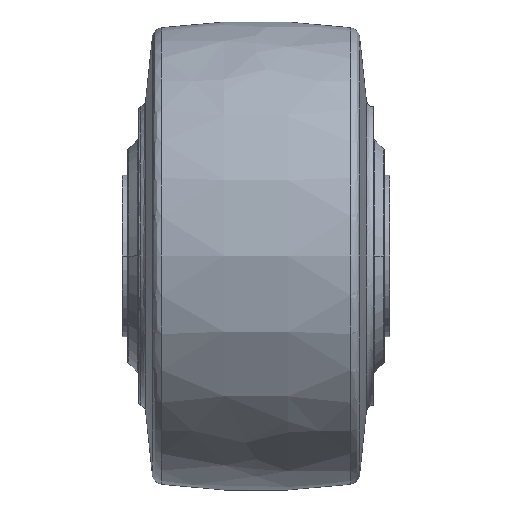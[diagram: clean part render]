
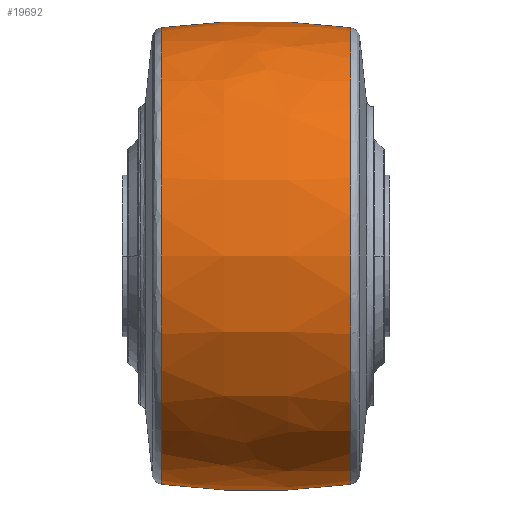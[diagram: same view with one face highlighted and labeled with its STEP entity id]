
A CAD part, front view. The second image highlights one B-rep face of the part: STEP entity #19692.
In plain terms, the highlighted free-form (B-spline) face has degree [3, 3] with [4, 4] control points.
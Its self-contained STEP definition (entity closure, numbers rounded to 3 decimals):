
#566 = CARTESIAN_POINT ( 'NONE',  ( -6.865, 0., -51.263 ) ) ;
#672 = VERTEX_POINT ( 'NONE', #11848 ) ;
#900 = AXIS2_PLACEMENT_3D ( 'NONE', #17377, #8090, #18932 ) ;
#2155 = CARTESIAN_POINT ( 'NONE',  ( -6.865, -102.526, 51.263 ) ) ;
#3490 = DIRECTION ( 'NONE',  ( 0., -1., 0. ) ) ;
#3536 = CIRCLE ( 'NONE', #900, 49.419 ) ;
#3656 = CARTESIAN_POINT ( 'NONE',  ( -20.471, 0., -49.419 ) ) ;
#3713 = CARTESIAN_POINT ( 'NONE',  ( 6.865, 0., -51.263 ) ) ;
#4028 = CARTESIAN_POINT ( 'NONE',  ( 20.471, 0., 49.419 ) ) ;
#4346 = CIRCLE ( 'NONE', #12629, 49.419 ) ;
#4431 = ORIENTED_EDGE ( 'NONE', *, *, #16906, .T. ) ;
#4469 = DIRECTION ( 'NONE',  ( 0., 1., 0. ) ) ;
#4955 = EDGE_CURVE ( 'NONE', #672, #16942, #3536, .T. ) ;
#5064 = VERTEX_POINT ( 'NONE', #4028 ) ;
#5278 = CARTESIAN_POINT ( 'NONE',  ( 6.865, -102.526, 51.263 ) ) ;
#6790 = CARTESIAN_POINT ( 'NONE',  ( -20.471, -98.838, -49.419 ) ) ;
#6851 = CARTESIAN_POINT ( 'NONE',  ( 20.471, 0., -49.419 ) ) ;
#6892 = CARTESIAN_POINT ( 'NONE',  ( -20.471, 0., -49.419 ) ) ;
#7593 = DIRECTION ( 'NONE',  ( -1., 0., 0. ) ) ;
#8090 = DIRECTION ( 'NONE',  ( 1., 0., 0. ) ) ;
#8415 = CARTESIAN_POINT ( 'NONE',  ( 20.471, -98.838, 49.419 ) ) ;
#8774 = EDGE_LOOP ( 'NONE', ( #19724, #4431, #15804, #17528 ) ) ;
#9925 = CARTESIAN_POINT ( 'NONE',  ( -20.471, 0., 49.419 ) ) ;
#11466 = CARTESIAN_POINT ( 'NONE',  ( -6.865, -102.526, -51.263 ) ) ;
#11848 = CARTESIAN_POINT ( 'NONE',  ( -20.471, 0., 49.419 ) ) ;
#12312 = FACE_OUTER_BOUND ( 'NONE', #8774, .T. ) ;
#12376 =( BOUNDED_SURFACE ( )  B_SPLINE_SURFACE ( 3, 3, ( 
 ( #3656, #6790, #19210, #9925 ),
 ( #566, #11466, #2155, #13024 ),
 ( #3713, #14588, #5278, #16164 ),
 ( #6851, #17719, #8415, #19280 ) ),
 .UNSPECIFIED., .F., .F., .F. ) 
 B_SPLINE_SURFACE_WITH_KNOTS ( ( 4, 4 ),
 ( 4, 4 ),
 ( 0., 1. ),
 ( 0., 1. ),
 .UNSPECIFIED. ) 
 GEOMETRIC_REPRESENTATION_ITEM ( )  RATIONAL_B_SPLINE_SURFACE ( (
 ( 1., 0.333, 0.333, 1.),
 ( 0.994, 0.331, 0.331, 0.994),
 ( 0.994, 0.331, 0.331, 0.994),
 ( 1., 0.333, 0.333, 1.) ) ) 
 REPRESENTATION_ITEM ( '' )  SURFACE ( )  );
#12629 = AXIS2_PLACEMENT_3D ( 'NONE', #16891, #7593, #18449 ) ;
#12795 = CARTESIAN_POINT ( 'NONE',  ( 0., 0., 101.6 ) ) ;
#12966 = VERTEX_POINT ( 'NONE', #17109 ) ;
#13024 = CARTESIAN_POINT ( 'NONE',  ( -6.865, 0., 51.263 ) ) ;
#13788 = CARTESIAN_POINT ( 'NONE',  ( 0., 0., -101.6 ) ) ;
#14356 = DIRECTION ( 'NONE',  ( 0., 0., -1. ) ) ;
#14588 = CARTESIAN_POINT ( 'NONE',  ( 6.865, -102.526, -51.263 ) ) ;
#15360 = DIRECTION ( 'NONE',  ( 0., 0., 1. ) ) ;
#15804 = ORIENTED_EDGE ( 'NONE', *, *, #16753, .T. ) ;
#16164 = CARTESIAN_POINT ( 'NONE',  ( 6.865, 0., 51.263 ) ) ;
#16399 = EDGE_CURVE ( 'NONE', #672, #5064, #19696, .T. ) ;
#16753 = EDGE_CURVE ( 'NONE', #12966, #5064, #4346, .T. ) ;
#16891 = CARTESIAN_POINT ( 'NONE',  ( 20.471, 0., 0. ) ) ;
#16906 = EDGE_CURVE ( 'NONE', #16942, #12966, #19936, .T. ) ;
#16942 = VERTEX_POINT ( 'NONE', #6892 ) ;
#17109 = CARTESIAN_POINT ( 'NONE',  ( 20.471, 0., -49.419 ) ) ;
#17377 = CARTESIAN_POINT ( 'NONE',  ( -20.471, 0., 0. ) ) ;
#17528 = ORIENTED_EDGE ( 'NONE', *, *, #16399, .F. ) ;
#17719 = CARTESIAN_POINT ( 'NONE',  ( 20.471, -98.838, -49.419 ) ) ;
#17961 = AXIS2_PLACEMENT_3D ( 'NONE', #13788, #4469, #15360 ) ;
#18449 = DIRECTION ( 'NONE',  ( 0., 0., 1. ) ) ;
#18932 = DIRECTION ( 'NONE',  ( 0., 0., 1. ) ) ;
#19210 = CARTESIAN_POINT ( 'NONE',  ( -20.471, -98.838, 49.419 ) ) ;
#19268 = AXIS2_PLACEMENT_3D ( 'NONE', #12795, #3490, #14356 ) ;
#19280 = CARTESIAN_POINT ( 'NONE',  ( 20.471, 0., 49.419 ) ) ;
#19692 = ADVANCED_FACE ( 'NONE', ( #12312 ), #12376, .T. ) ;
#19696 = CIRCLE ( 'NONE', #17961, 152.4 ) ;
#19724 = ORIENTED_EDGE ( 'NONE', *, *, #4955, .T. ) ;
#19936 = CIRCLE ( 'NONE', #19268, 152.4 ) ;
